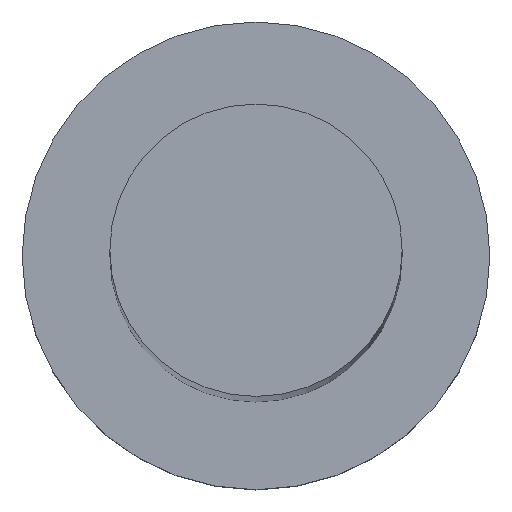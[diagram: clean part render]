
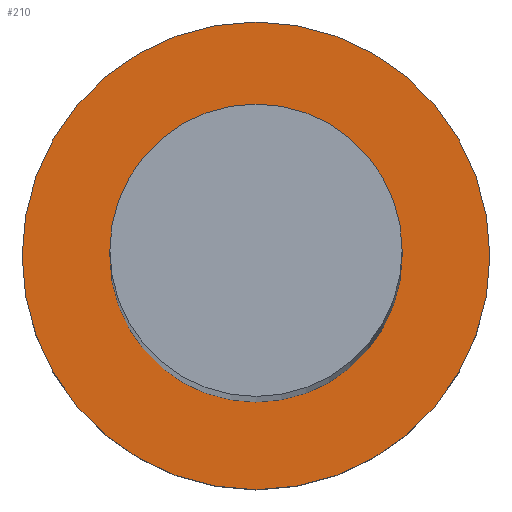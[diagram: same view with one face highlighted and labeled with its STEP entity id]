
A CAD part, top view. The second image highlights one B-rep face of the part: STEP entity #210.
In plain terms, the highlighted planar face has unit normal (0, 0, 1).
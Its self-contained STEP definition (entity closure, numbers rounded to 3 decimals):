
#2 = DIRECTION ( 'NONE',  ( 1., 0., 0. ) ) ;
#4 = EDGE_CURVE ( 'NONE', #82, #252, #236, .T. ) ;
#5 = DIRECTION ( 'NONE',  ( 0., 0., 1. ) ) ;
#10 = DIRECTION ( 'NONE',  ( 0., 0., 1. ) ) ;
#18 = AXIS2_PLACEMENT_3D ( 'NONE', #214, #38, #119 ) ;
#23 = ORIENTED_EDGE ( 'NONE', *, *, #4, .F. ) ;
#27 = CARTESIAN_POINT ( 'NONE',  ( 0., 0., 5. ) ) ;
#37 = EDGE_LOOP ( 'NONE', ( #23, #217 ) ) ;
#38 = DIRECTION ( 'NONE',  ( 0., 0., 1. ) ) ;
#53 = AXIS2_PLACEMENT_3D ( 'NONE', #182, #5, #2 ) ;
#56 = CIRCLE ( 'NONE', #227, 8. ) ;
#66 = CIRCLE ( 'NONE', #94, 8. ) ;
#82 = VERTEX_POINT ( 'NONE', #146 ) ;
#84 = ORIENTED_EDGE ( 'NONE', *, *, #249, .T. ) ;
#92 = CARTESIAN_POINT ( 'NONE',  ( 0., 0., 5. ) ) ;
#94 = AXIS2_PLACEMENT_3D ( 'NONE', #27, #163, #148 ) ;
#96 = CARTESIAN_POINT ( 'NONE',  ( 5., 0., 5. ) ) ;
#98 = AXIS2_PLACEMENT_3D ( 'NONE', #92, #235, #201 ) ;
#101 = EDGE_CURVE ( 'NONE', #195, #247, #66, .T. ) ;
#118 = ORIENTED_EDGE ( 'NONE', *, *, #101, .T. ) ;
#119 = DIRECTION ( 'NONE',  ( 1., 0., 0. ) ) ;
#124 = EDGE_LOOP ( 'NONE', ( #84, #118 ) ) ;
#128 = CARTESIAN_POINT ( 'NONE',  ( -8., 0., 5. ) ) ;
#146 = CARTESIAN_POINT ( 'NONE',  ( -5., 0., 5. ) ) ;
#148 = DIRECTION ( 'NONE',  ( 1., 0., 0. ) ) ;
#152 = DIRECTION ( 'NONE',  ( 1., 0., 0. ) ) ;
#163 = DIRECTION ( 'NONE',  ( 0., 0., 1. ) ) ;
#164 = EDGE_CURVE ( 'NONE', #252, #82, #172, .T. ) ;
#166 = CARTESIAN_POINT ( 'NONE',  ( 0., 0., 5. ) ) ;
#167 = PLANE ( 'NONE',  #53 ) ;
#172 = CIRCLE ( 'NONE', #98, 5. ) ;
#182 = CARTESIAN_POINT ( 'NONE',  ( 0., 0., 5. ) ) ;
#195 = VERTEX_POINT ( 'NONE', #218 ) ;
#201 = DIRECTION ( 'NONE',  ( 1., 0., 0. ) ) ;
#205 = FACE_OUTER_BOUND ( 'NONE', #124, .T. ) ;
#210 = ADVANCED_FACE ( 'NONE', ( #222, #205 ), #167, .T. ) ;
#214 = CARTESIAN_POINT ( 'NONE',  ( 0., 0., 5. ) ) ;
#217 = ORIENTED_EDGE ( 'NONE', *, *, #164, .F. ) ;
#218 = CARTESIAN_POINT ( 'NONE',  ( 8., 0., 5. ) ) ;
#222 = FACE_BOUND ( 'NONE', #37, .T. ) ;
#227 = AXIS2_PLACEMENT_3D ( 'NONE', #166, #10, #152 ) ;
#235 = DIRECTION ( 'NONE',  ( 0., 0., 1. ) ) ;
#236 = CIRCLE ( 'NONE', #18, 5. ) ;
#247 = VERTEX_POINT ( 'NONE', #128 ) ;
#249 = EDGE_CURVE ( 'NONE', #247, #195, #56, .T. ) ;
#252 = VERTEX_POINT ( 'NONE', #96 ) ;
